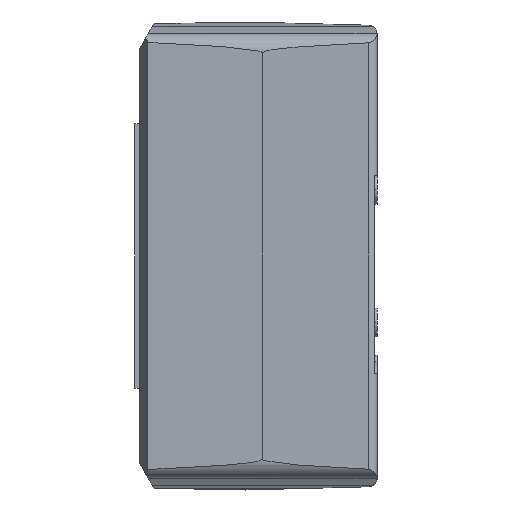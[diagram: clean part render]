
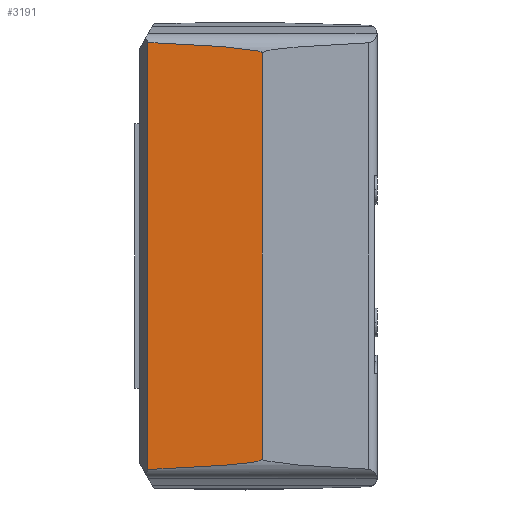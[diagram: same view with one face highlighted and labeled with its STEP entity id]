
A CAD part, left-side view. The second image highlights one B-rep face of the part: STEP entity #3191.
In plain terms, the highlighted planar face has unit normal (-1, 0.026, 0).
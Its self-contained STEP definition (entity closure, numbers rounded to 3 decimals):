
#2493=VERTEX_POINT('',#7031);
#2813=VERTEX_POINT('',#7377);
#3191=ADVANCED_FACE('',(#7791),#7792,.T.);
#3203=EDGE_CURVE('',#2493,#2813,#7805,.T.);
#4469=EDGE_CURVE('',#5379,#5027,#9198,.T.);
#4733=EDGE_CURVE('',#5379,#2493,#9487,.T.);
#5027=VERTEX_POINT('',#9816);
#5379=VERTEX_POINT('',#10198);
#6667=EDGE_CURVE('',#2813,#5027,#11602,.T.);
#7031=CARTESIAN_POINT('',(-33.322,25.895,-48.367));
#7377=CARTESIAN_POINT('',(-33.322,25.895,48.366));
#7791=FACE_OUTER_BOUND('',#13906,.T.);
#7792=PLANE('',#13907);
#7805=LINE('',#13928,#13929);
#9198=LINE('',#16904,#16905);
#9487=ELLIPSE('',#17468,171.833,4.498);
#9816=CARTESIAN_POINT('',(-34.0,0.,45.992));
#10198=CARTESIAN_POINT('',(-34.0,0.,-45.992));
#11602=ELLIPSE('',#21524,171.895,4.5);
#13906=EDGE_LOOP('',(#22849,#22850,#22851,#22852));
#13907=AXIS2_PLACEMENT_3D('',#22853,#22854,#22855);
#13928=CARTESIAN_POINT('',(-33.322,25.895,-55.0));
#13929=VECTOR('',#22872,1.0);
#16904=CARTESIAN_POINT('',(-34.0,0.,-55.0));
#16905=VECTOR('',#24479,1.0);
#17468=AXIS2_PLACEMENT_3D('',#24808,#24809,#24810);
#21524=AXIS2_PLACEMENT_3D('',#27167,#27168,#27169);
#22849=ORIENTED_EDGE('',*,*,#4733,.F.);
#22850=ORIENTED_EDGE('',*,*,#4469,.T.);
#22851=ORIENTED_EDGE('',*,*,#6667,.F.);
#22852=ORIENTED_EDGE('',*,*,#3203,.F.);
#22853=CARTESIAN_POINT('',(-34.0,0.,-55.0));
#22854=DIRECTION('',(-1.,0.026,0.0));
#22855=DIRECTION('',(-0.026,-1.,0.0));
#22872=DIRECTION('',(0.0,0.0,1.0));
#24479=DIRECTION('',(0.0,0.0,1.0));
#24808=CARTESIAN_POINT('',(-29.502,171.774,-45.992));
#24809=DIRECTION('',(1.,-0.026,0.0));
#24810=DIRECTION('',(0.026,1.,0.));
#27167=CARTESIAN_POINT('',(-29.5,171.836,45.991));
#27168=DIRECTION('',(1.,-0.026,0.0));
#27169=DIRECTION('',(0.026,1.,0.));
